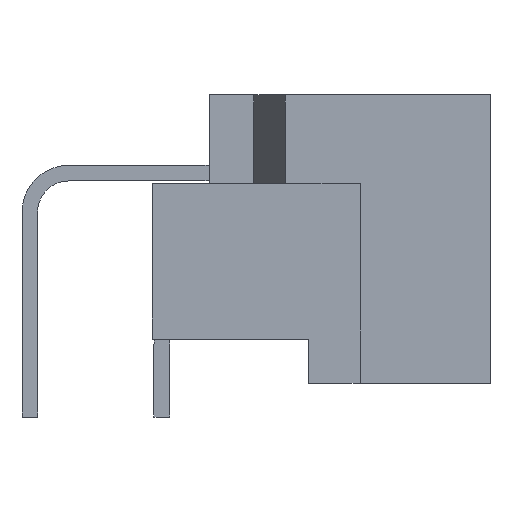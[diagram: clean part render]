
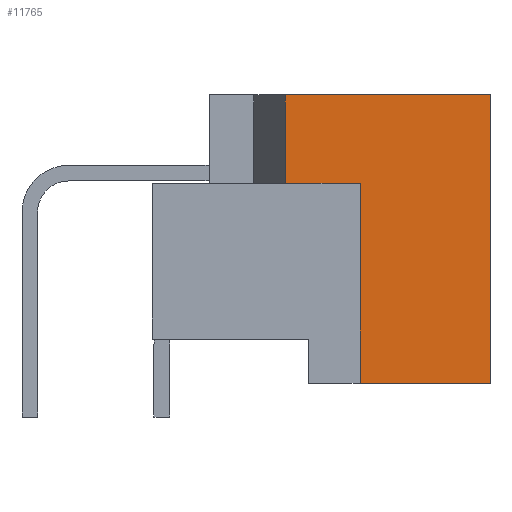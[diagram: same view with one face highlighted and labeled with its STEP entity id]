
A CAD part, front view. The second image highlights one B-rep face of the part: STEP entity #11765.
In plain terms, the highlighted free-form (B-spline) face has degree [1, 1] with [2, 2] control points.
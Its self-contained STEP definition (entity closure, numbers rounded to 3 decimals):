
#10559=CARTESIAN_POINT('',(4.763,-80.58,6.));
#10560=VERTEX_POINT('',#10559);
#10566=CARTESIAN_POINT('',(4.763,-80.58,9.4));
#10567=VERTEX_POINT('',#10566);
#10568=CARTESIAN_POINT('',(4.763,-80.58,6.));
#10569=CARTESIAN_POINT('',(4.763,-80.58,9.4));
#10570=B_SPLINE_CURVE_WITH_KNOTS('',1,(#10568,#10569),.UNSPECIFIED.,.F.,.U.,(2,2),(3.175,4.578),.UNSPECIFIED.);
#10571=EDGE_CURVE('',#10560,#10567,#10570,.T.);
#11335=CARTESIAN_POINT('',(12.64,-80.58,9.4));
#11336=VERTEX_POINT('',#11335);
#11337=CARTESIAN_POINT('',(12.64,-80.58,-1.7));
#11338=VERTEX_POINT('',#11337);
#11339=CARTESIAN_POINT('',(12.64,-80.58,9.4));
#11340=CARTESIAN_POINT('',(12.64,-80.58,-1.7));
#11341=B_SPLINE_CURVE_WITH_KNOTS('',1,(#11339,#11340),.UNSPECIFIED.,.F.,.U.,(2,2),(0.0,1.409),.UNSPECIFIED.);
#11342=EDGE_CURVE('',#11336,#11338,#11341,.T.);
#11706=CARTESIAN_POINT('',(7.64,-80.58,-1.7));
#11707=VERTEX_POINT('',#11706);
#11708=CARTESIAN_POINT('',(12.64,-80.58,-1.7));
#11709=CARTESIAN_POINT('',(7.64,-80.58,-1.7));
#11710=B_SPLINE_CURVE_WITH_KNOTS('',1,(#11708,#11709),.UNSPECIFIED.,.F.,.U.,(2,2),(0.111,0.746),.UNSPECIFIED.);
#11711=EDGE_CURVE('',#11338,#11707,#11710,.T.);
#11728=CARTESIAN_POINT('',(7.64,-80.58,6.));
#11729=VERTEX_POINT('',#11728);
#11730=CARTESIAN_POINT('',(7.64,-80.58,6.));
#11731=CARTESIAN_POINT('',(7.64,-80.58,-1.7));
#11732=QUASI_UNIFORM_CURVE('',1,(#11730,#11731),.UNSPECIFIED.,.F.,.U.);
#11733=EDGE_CURVE('',#11729,#11707,#11732,.T.);
#11744=CARTESIAN_POINT('',(4.763,-80.58,-1.7));
#11745=CARTESIAN_POINT('',(12.64,-80.58,-1.7));
#11746=CARTESIAN_POINT('',(4.763,-80.58,9.41));
#11747=CARTESIAN_POINT('',(12.64,-80.58,9.41));
#11748=B_SPLINE_SURFACE_WITH_KNOTS('',1,1,((#11744,#11746),(#11745,#11747)),.UNSPECIFIED.,.F.,.F.,.U.,(2,2),(2,2),(0.0,1.0),(0.0,1.41),.UNSPECIFIED.);
#11749=ORIENTED_EDGE('',*,*,#11733,.T.);
#11750=ORIENTED_EDGE('',*,*,#11711,.F.);
#11751=ORIENTED_EDGE('',*,*,#11342,.F.);
#11752=CARTESIAN_POINT('',(4.763,-80.58,9.4));
#11753=CARTESIAN_POINT('',(12.64,-80.58,9.4));
#11754=QUASI_UNIFORM_CURVE('',1,(#11752,#11753),.UNSPECIFIED.,.F.,.U.);
#11755=EDGE_CURVE('',#10567,#11336,#11754,.T.);
#11756=ORIENTED_EDGE('',*,*,#11755,.F.);
#11757=ORIENTED_EDGE('',*,*,#10571,.F.);
#11758=CARTESIAN_POINT('',(4.763,-80.58,6.));
#11759=CARTESIAN_POINT('',(7.64,-80.58,6.));
#11760=QUASI_UNIFORM_CURVE('',1,(#11758,#11759),.UNSPECIFIED.,.F.,.U.);
#11761=EDGE_CURVE('',#10560,#11729,#11760,.T.);
#11762=ORIENTED_EDGE('',*,*,#11761,.T.);
#11763=EDGE_LOOP('',(#11749,#11750,#11751,#11756,#11757,#11762));
#11764=FACE_OUTER_BOUND('',#11763,.T.);
#11765=ADVANCED_FACE('',(#11764),#11748,.T.);
